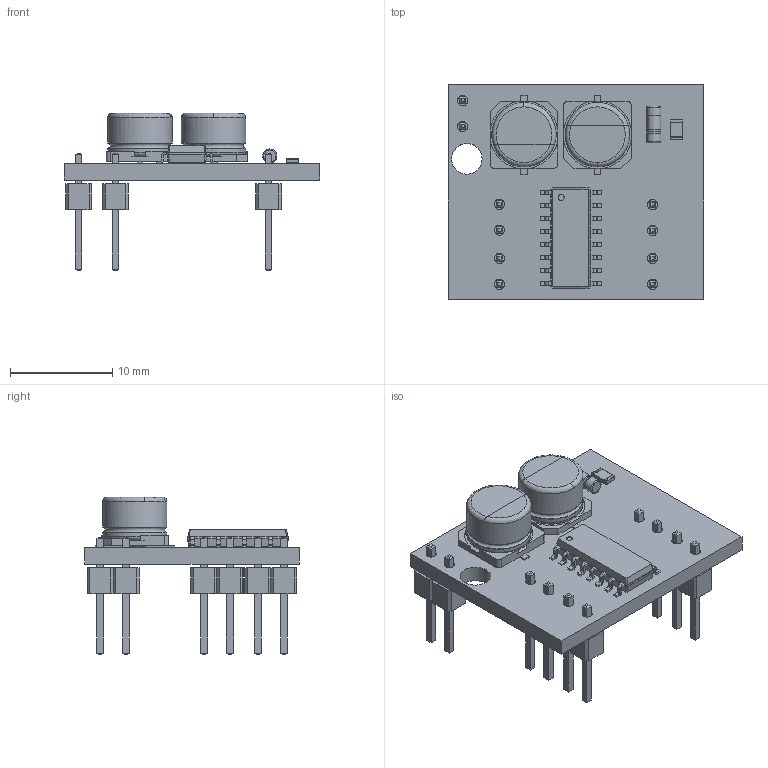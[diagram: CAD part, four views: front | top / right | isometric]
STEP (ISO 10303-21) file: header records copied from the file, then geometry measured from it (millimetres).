
FILE_DESCRIPTION(('KiCad electronic assembly'),'2;1');
FILE_NAME('H_bridge.step','2021-01-27T15:11:33',('An Author'),( 'A Company'),'Open CASCADE STEP processor 7.5', 'KiCad to STEP converter','Unknown');
FILE_SCHEMA(('AUTOMOTIVE_DESIGN { 1 0 10303 214 1 1 1 1 }'));
Length unit declared in the file: millimetre
Products named in the file (12): Open CASCADE STEP translator 7.5 1; PinHeader_1x02_P2.54mm_Vertical; SOLID; CP_Elec_6.3x4.9; SOIC-16_3.9x9.9mm_P1.27mm; R_0805_2012Metric; D_MiniMELF; COMPOUND
Assembly tree (16 placements, depth 3):
  Open CASCADE STEP translator 7.5 1
    PinHeader_1x02_P2.54mm_Vertical  x5
      SOLID
    CP_Elec_6.3x4.9  x2
      SOLID
    SOIC-16_3.9x9.9mm_P1.27mm
      SOLID
    R_0805_2012Metric
      SOLID
    D_MiniMELF
      SOLID
    COMPOUND
Bounding box: 25 x 21 x 15.44 mm (x, y, z)
Volume: 1389 mm3; surface area: 2372.1 mm2
Topology: 11 solids, 11 shells, 674 faces, 1679 edges, 1054 vertices
Faces by surface type: plane 509, cylinder 109, bspline 44, torus 8, revolution 4
Full cylindrical faces by diameter (mm): 0.6 x1, 1 x10, 1.35 x2, 1.4 x3, 3 x1, 6.3 x4
Entity records: 30614 total; most frequent: CARTESIAN_POINT 5758, DIRECTION 4035, LINE 2718, VECTOR 2718, ORIENTED_EDGE 2176, PCURVE 2176, DEFINITIONAL_REPRESENTATION 2176, EDGE_CURVE 1088
